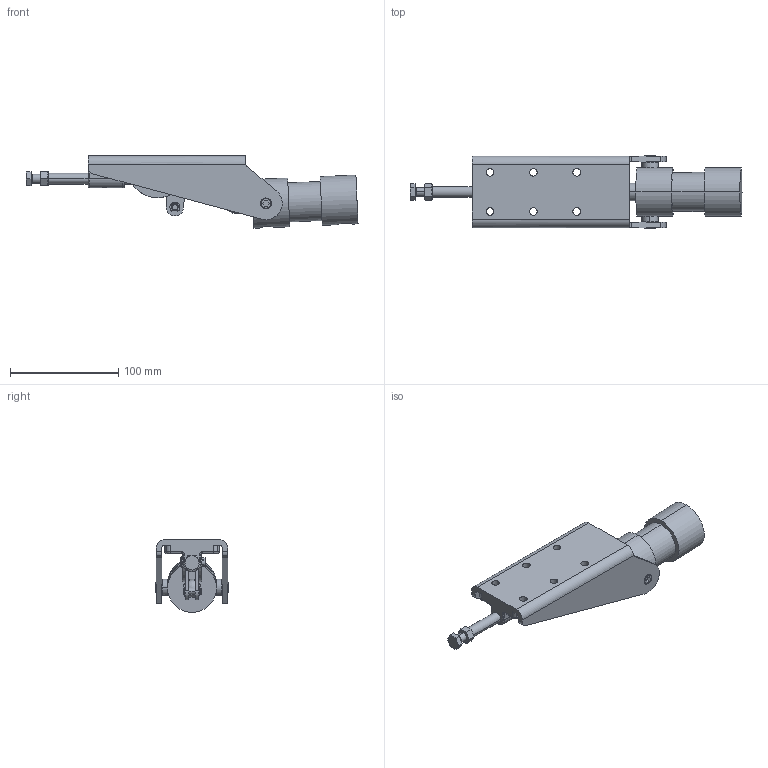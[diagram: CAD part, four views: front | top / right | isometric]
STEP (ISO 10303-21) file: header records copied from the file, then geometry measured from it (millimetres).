
FILE_DESCRIPTION((''),'2;1');
FILE_NAME('734.stp','2005-09-01T12:33:21',('CAD'),(''),'Autodesk Inventor 8','Autodesk Inventor 8','');
FILE_SCHEMA(('AUTOMOTIVE_DESIGN { 1 0 10303 214 1 1 1 1 }'));
Length unit declared in the file: millimetre
Products named in the file (1): Part9
Bounding box: 306.09 x 67 x 66.99 mm (x, y, z)
Volume: 14923 mm3; surface area: 87262.8 mm2
Topology: 5 solids, 6 shells, 606 faces, 1580 edges, 968 vertices
Faces by surface type: cylinder 243, plane 146, bspline 129, cone 58, torus 28, sphere 2
Entity records: 22777 total; most frequent: CARTESIAN_POINT 8019, DIRECTION 3218, ORIENTED_EDGE 3100, EDGE_CURVE 1550, AXIS2_PLACEMENT_3D 1297, VERTEX_POINT 968, CIRCLE 795, EDGE_LOOP 668
